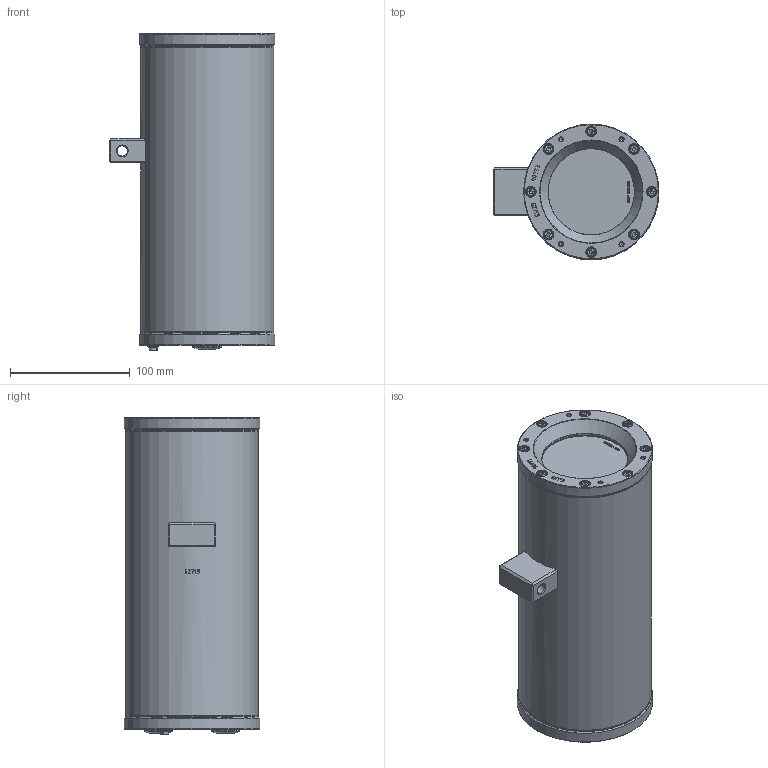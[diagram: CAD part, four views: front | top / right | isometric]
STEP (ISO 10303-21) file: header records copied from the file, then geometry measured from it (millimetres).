
FILE_DESCRIPTION(/* description */ (''),/* implementation_level */ '2;1');
FILE_NAME(/* name */ 'T07-VA2.2.K1.BOR_(Ex d enclosure).stp',/* time_stamp */ '2022-01-13T15:35:53+01:00',/* author */ ('Thiemo Gruber'),/* organization */ (''),/* preprocessor_version */ 'ST-DEVELOPER v18.1',/* originating_system */ 'Autodesk Inventor 2022',/* authorisation */ '');
FILE_SCHEMA (('AUTOMOTIVE_DESIGN { 1 0 10303 214 3 1 1 }'));
Length unit declared in the file: millimetre
Products named in the file (18): T07-VA2.2.K1.BOR_(Ex d enclosure); VA2.x.K1_(vers.3 rev.04); DIN 84  - ersetzt durch DIN EN ISO 1207 M4 x 8; DIN 127 - zurückgezogen A 4; DIN 125-1  A A 4.3; VA2.x.BOR (Fase); VA2.x.BOR (Fase)_1; VA2.x.Flanschdichtung rev.1; VA2.x.BOR_Compound; VA2.x.Germaniumglas.1; VA2.x.BOR Pufferring; VA2.x.Passscheibe; VA2.BOR.Sicherungsring; VA2.2.R_vers.2_rev.01; Schraube M4 mit Federring; DIN 128 - A4; DIN 912 - M4 x 12; Kunststoff Blind- und Schutzstopfen M20x1,5 für Gehäuse (nich
t-Ex) 
Assembly tree (34 placements, depth 3):
  T07-VA2.2.K1.BOR_(Ex d enclosure)
    VA2.x.K1_(vers.3 rev.04)
    VA2.x.Flanschdichtung rev.1
    DIN 84  - ersetzt durch DIN EN ISO 1207 M4 x 8
    DIN 127 - zurückgezogen A 4
    DIN 125-1  A A 4.3
    VA2.x.BOR (Fase)
      VA2.x.BOR (Fase)_1
      VA2.x.Flanschdichtung rev.1
      VA2.x.BOR_Compound
      VA2.x.Germaniumglas.1
      VA2.x.BOR Pufferring
      VA2.x.Passscheibe
      VA2.BOR.Sicherungsring
    Schraube M4 mit Federring  x16
      DIN 128 - A4
      DIN 912 - M4 x 12
    VA2.2.R_vers.2_rev.01
    Kunststoff Blind- und Schutzstopfen M20x1,5 für Gehäuse (nich
t-Ex)   x2
Bounding box: 138.5 x 113 x 264.5 mm (x, y, z)
Volume: 635394.3 mm3; surface area: 300085.1 mm2
Topology: 48 solids, 48 shells, 3545 faces, 8378 edges, 4987 vertices
Faces by surface type: bspline 1306, plane 789, cylinder 762, torus 363, cone 191, sphere 134
Full cylindrical faces by diameter (mm): 3.197 x1, 3.2 x2, 3.242 x26, 3.621 x1, 3.8 x16, 4 x17, 4.3 x1, 4.5 x16, 7 x16, 8 x16, 8.5 x1, 9 x1, 15 x2, 18.376 x2, 19.85 x2, 24.12 x2, 71 x2, 72 x3, 80 x2, 81.8 x1, 83 x2, 84 x1, 85 x2, 88 x1, 91 x6, 105 x1, 111 x3, 113 x2
Entity records: 63068 total; most frequent: CARTESIAN_POINT 27587, ORIENTED_EDGE 7692, DIRECTION 6248, EDGE_CURVE 3846, AXIS2_PLACEMENT_3D 2491, VERTEX_POINT 2404, EDGE_LOOP 1754, FACE_OUTER_BOUND 1578
